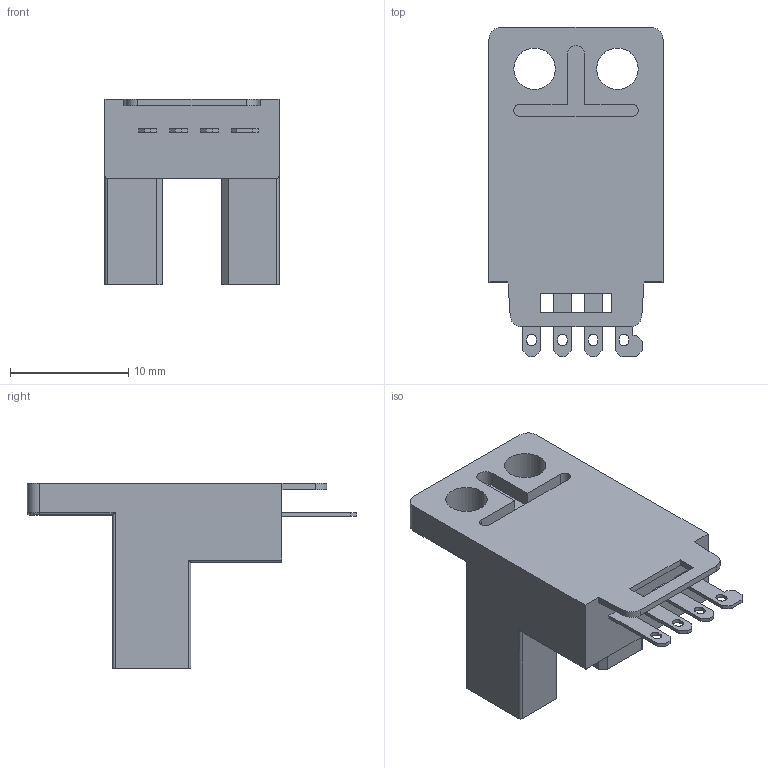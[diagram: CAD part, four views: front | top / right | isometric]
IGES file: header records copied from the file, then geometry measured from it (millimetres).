
Start section:  PTC IGES file: 674c.igs
Global section: file name: 674c.igs; native system: Creo Parametric by PTC Inc.; preprocessor: 2018400; author: Administrator; organization: Unknown; date: 20200512.090352; units: millimetre
Bounding box: 14.7 x 27.8 x 15.7 mm (x, y, z)
Surface area: 1687.4 mm2 (no closed solid volume)
Topology: 0 solids, 0 shells, 357 faces, 1934 edges, 1934 vertices
Faces by surface type: bspline 216, extrusion 111, revolution 30
